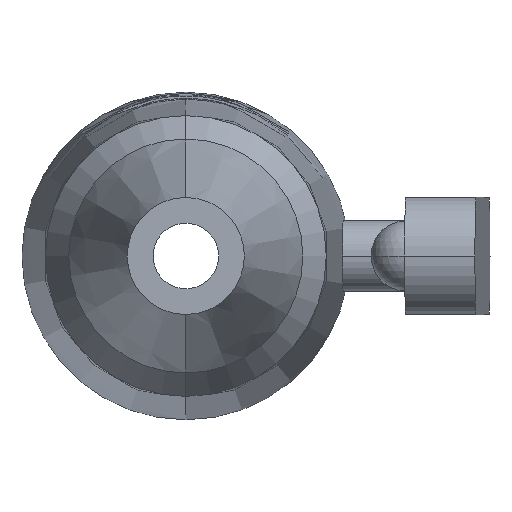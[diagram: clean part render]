
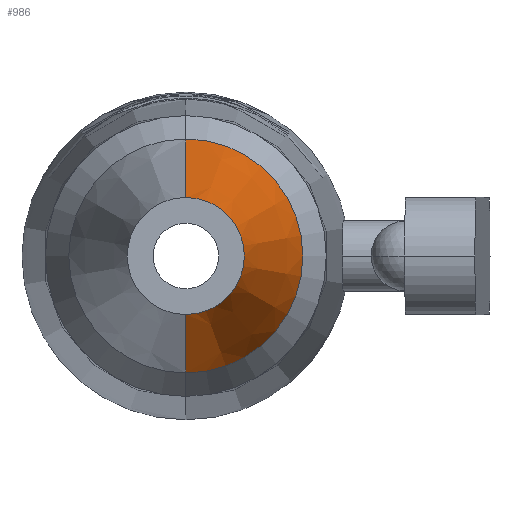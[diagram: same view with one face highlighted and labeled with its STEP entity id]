
A CAD part, front view. The second image highlights one B-rep face of the part: STEP entity #986.
In plain terms, the highlighted conical face has half-angle 15 degrees and reference radius 2.5 mm.
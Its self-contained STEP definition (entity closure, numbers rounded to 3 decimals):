
#16 = ORIENTED_EDGE ( 'NONE', *, *, #1006, .F. ) ;
#35 = CARTESIAN_POINT ( 'NONE',  ( 0., 0., 0. ) ) ;
#64 = VECTOR ( 'NONE', #1454, 1000. ) ;
#92 = AXIS2_PLACEMENT_3D ( 'NONE', #407, #1439, #1174 ) ;
#138 = FACE_OUTER_BOUND ( 'NONE', #237, .T. ) ;
#153 = CARTESIAN_POINT ( 'NONE',  ( 0., 0., -2.5 ) ) ;
#237 = EDGE_LOOP ( 'NONE', ( #16, #1379, #632, #873 ) ) ;
#404 = CARTESIAN_POINT ( 'NONE',  ( 0., 0., 0. ) ) ;
#407 = CARTESIAN_POINT ( 'NONE',  ( 0., 9.33, 0. ) ) ;
#469 = EDGE_CURVE ( 'NONE', #1210, #1441, #1314, .T. ) ;
#521 = DIRECTION ( 'NONE',  ( 0., -1., 0. ) ) ;
#544 = CIRCLE ( 'NONE', #1616, 2.5 ) ;
#632 = ORIENTED_EDGE ( 'NONE', *, *, #653, .T. ) ;
#644 = DIRECTION ( 'NONE',  ( 0., 1., 0. ) ) ;
#653 = EDGE_CURVE ( 'NONE', #1441, #962, #807, .T. ) ;
#777 = DIRECTION ( 'NONE',  ( 0., 0., 1. ) ) ;
#807 = CIRCLE ( 'NONE', #92, 5. ) ;
#834 = VECTOR ( 'NONE', #946, 1000. ) ;
#836 = CONICAL_SURFACE ( 'NONE', #890, 2.5, 0.262 ) ;
#850 = CARTESIAN_POINT ( 'NONE',  ( 0., 9.33, -5. ) ) ;
#873 = ORIENTED_EDGE ( 'NONE', *, *, #1142, .F. ) ;
#890 = AXIS2_PLACEMENT_3D ( 'NONE', #404, #644, #777 ) ;
#892 = CARTESIAN_POINT ( 'NONE',  ( 0., 0., -2.5 ) ) ;
#946 = DIRECTION ( 'NONE',  ( 0., 0.966, -0.259 ) ) ;
#962 = VERTEX_POINT ( 'NONE', #1533 ) ;
#986 = ADVANCED_FACE ( 'NONE', ( #138 ), #836, .T. ) ;
#1006 = EDGE_CURVE ( 'NONE', #1210, #1087, #544, .T. ) ;
#1072 = LINE ( 'NONE', #1580, #64 ) ;
#1087 = VERTEX_POINT ( 'NONE', #1185 ) ;
#1142 = EDGE_CURVE ( 'NONE', #1087, #962, #1072, .T. ) ;
#1174 = DIRECTION ( 'NONE',  ( 0., 0., -1. ) ) ;
#1185 = CARTESIAN_POINT ( 'NONE',  ( 0., 0., 2.5 ) ) ;
#1210 = VERTEX_POINT ( 'NONE', #892 ) ;
#1314 = LINE ( 'NONE', #153, #834 ) ;
#1379 = ORIENTED_EDGE ( 'NONE', *, *, #469, .T. ) ;
#1412 = DIRECTION ( 'NONE',  ( 0., 0., -1. ) ) ;
#1439 = DIRECTION ( 'NONE',  ( 0., -1., 0. ) ) ;
#1441 = VERTEX_POINT ( 'NONE', #850 ) ;
#1454 = DIRECTION ( 'NONE',  ( 0., 0.966, 0.259 ) ) ;
#1533 = CARTESIAN_POINT ( 'NONE',  ( 0., 9.33, 5. ) ) ;
#1580 = CARTESIAN_POINT ( 'NONE',  ( 0., 0., 2.5 ) ) ;
#1616 = AXIS2_PLACEMENT_3D ( 'NONE', #35, #521, #1412 ) ;
